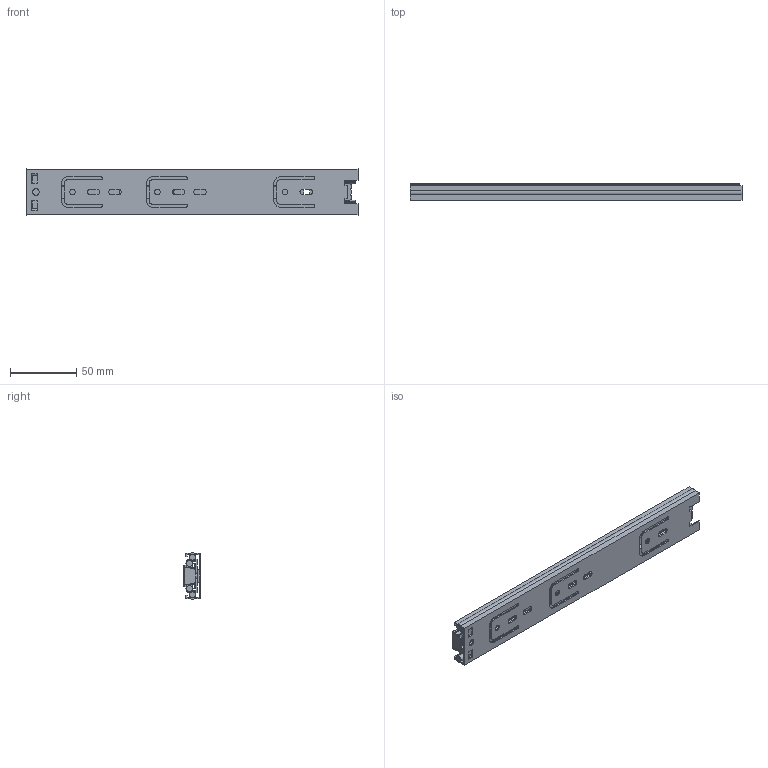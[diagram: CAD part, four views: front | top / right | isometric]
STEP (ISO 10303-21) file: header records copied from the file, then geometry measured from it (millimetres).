
FILE_DESCRIPTION(/* description */ (''),/* implementation_level */ '2;1');
FILE_NAME(/* name */ 'L3-250.stp',/* time_stamp */ '2024-11-06T17:48:17+09:00',/* author */ ('user'),/* organization */ (''),/* preprocessor_version */ 'ST-DEVELOPER v15.6',/* originating_system */ 'Autodesk Inventor 2015',/* authorisation */ '');
FILE_SCHEMA (('AUTOMOTIVE_DESIGN { 1 0 10303 214 3 1 1 }'));
Length unit declared in the file: millimetre
Products named in the file (6): L3-250_1; L3-250_B1; L3-250_2; L3-250_3; L3-250_B2; L3-250
Bounding box: 250 x 12.7 x 34.98 mm (x, y, z)
Volume: 37318.8 mm3; surface area: 72770.8 mm2
Topology: 6 solids, 6 shells, 223 faces, 630 edges, 420 vertices
Faces by surface type: plane 141, cylinder 82
Full cylindrical faces by diameter (mm): 4.3 x3, 4.4 x2, 4.5 x2, 4.9 x1
Entity records: 7431 total; most frequent: CARTESIAN_POINT 1276, DIRECTION 1254, ORIENTED_EDGE 1244, EDGE_CURVE 622, LINE 458, VECTOR 458, VERTEX_POINT 420, AXIS2_PLACEMENT_3D 398
